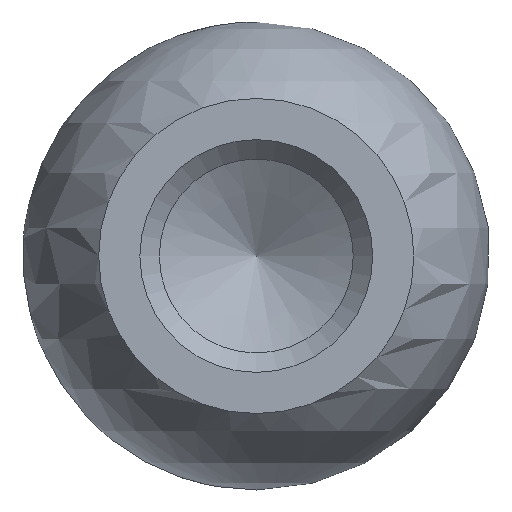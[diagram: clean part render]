
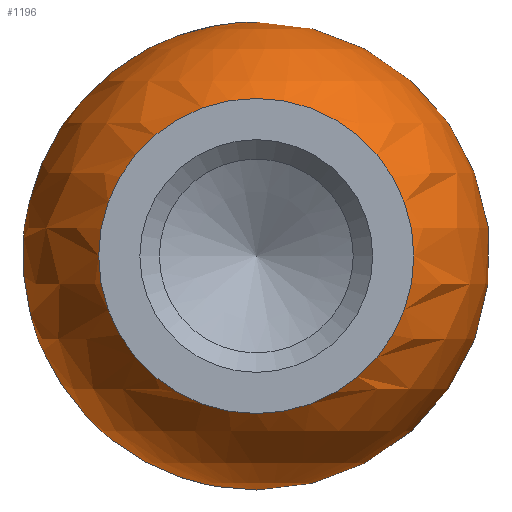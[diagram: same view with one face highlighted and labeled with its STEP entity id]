
A CAD part, left-side view. The second image highlights one B-rep face of the part: STEP entity #1196.
In plain terms, the highlighted spherical face has radius 9.65 mm.
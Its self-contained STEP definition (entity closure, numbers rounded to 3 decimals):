
#43 = VERTEX_POINT ( 'NONE', #1559 ) ;
#90 = DIRECTION ( 'NONE',  ( 1., 0., 0. ) ) ;
#91 = FACE_OUTER_BOUND ( 'NONE', #1615, .T. ) ;
#147 = DIRECTION ( 'NONE',  ( 0., -1., 0. ) ) ;
#262 = DIRECTION ( 'NONE',  ( 0., 0., 1. ) ) ;
#316 = EDGE_CURVE ( 'NONE', #560, #560, #919, .T. ) ;
#327 = DIRECTION ( 'NONE',  ( -1., 0., 0. ) ) ;
#380 = AXIS2_PLACEMENT_3D ( 'NONE', #1009, #90, #1020 ) ;
#482 = DIRECTION ( 'NONE',  ( 0., -1., 0. ) ) ;
#520 = CIRCLE ( 'NONE', #742, 6.5 ) ;
#560 = VERTEX_POINT ( 'NONE', #662 ) ;
#583 = ORIENTED_EDGE ( 'NONE', *, *, #1784, .F. ) ;
#662 = CARTESIAN_POINT ( 'NONE',  ( 6.038, 0., 7.528 ) ) ;
#680 = ORIENTED_EDGE ( 'NONE', *, *, #316, .F. ) ;
#702 = FACE_OUTER_BOUND ( 'NONE', #1679, .T. ) ;
#742 = AXIS2_PLACEMENT_3D ( 'NONE', #1084, #327, #482 ) ;
#919 = CIRCLE ( 'NONE', #380, 7.528 ) ;
#1009 = CARTESIAN_POINT ( 'NONE',  ( 6.038, 0., 0. ) ) ;
#1020 = DIRECTION ( 'NONE',  ( 0., 0., 1. ) ) ;
#1084 = CARTESIAN_POINT ( 'NONE',  ( -7.132, 0., 0. ) ) ;
#1170 = SPHERICAL_SURFACE ( 'NONE', #1367, 9.65 ) ;
#1196 = ADVANCED_FACE ( 'NONE', ( #91, #702 ), #1170, .T. ) ;
#1367 = AXIS2_PLACEMENT_3D ( 'NONE', #1747, #262, #147 ) ;
#1559 = CARTESIAN_POINT ( 'NONE',  ( -7.132, -6.5, 0. ) ) ;
#1615 = EDGE_LOOP ( 'NONE', ( #680 ) ) ;
#1679 = EDGE_LOOP ( 'NONE', ( #583 ) ) ;
#1747 = CARTESIAN_POINT ( 'NONE',  ( 0., 0., 0. ) ) ;
#1784 = EDGE_CURVE ( 'NONE', #43, #43, #520, .T. ) ;
